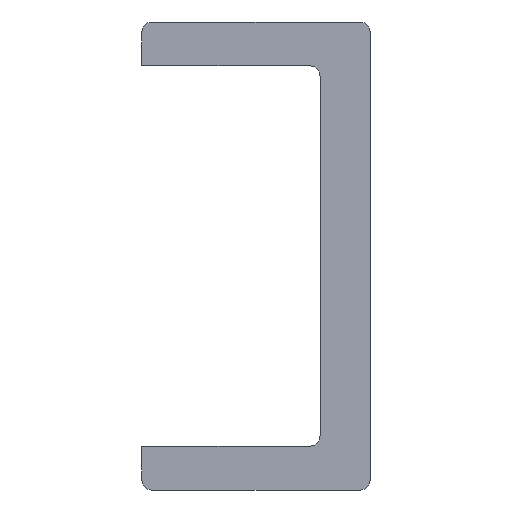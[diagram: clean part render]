
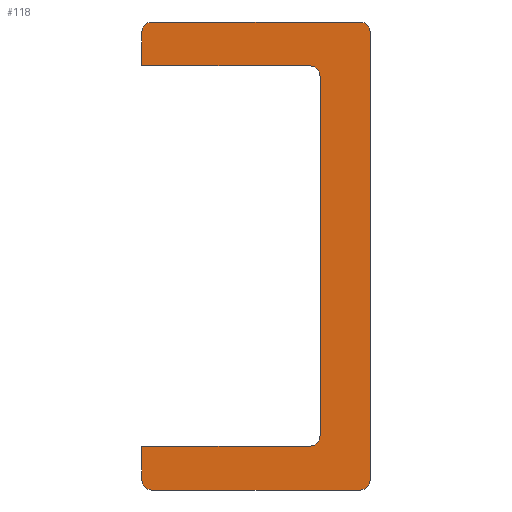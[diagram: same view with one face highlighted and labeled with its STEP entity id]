
A CAD part, front view. The second image highlights one B-rep face of the part: STEP entity #118.
In plain terms, the highlighted planar face has unit normal (0, -1, 0).
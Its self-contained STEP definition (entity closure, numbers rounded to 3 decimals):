
#118 = ADVANCED_FACE( '', ( #291 ), #292, .F. );
#291 = FACE_OUTER_BOUND( '', #586, .T. );
#292 = PLANE( '', #587 );
#586 = EDGE_LOOP( '', ( #911, #912, #913, #914, #915, #916, #917, #918, #919, #920, #921, #922, #923, #924 ) );
#587 = AXIS2_PLACEMENT_3D( '', #925, #926, #927 );
#911 = ORIENTED_EDGE( '', *, *, #1350, .F. );
#912 = ORIENTED_EDGE( '', *, *, #1351, .T. );
#913 = ORIENTED_EDGE( '', *, *, #1352, .F. );
#914 = ORIENTED_EDGE( '', *, *, #1353, .T. );
#915 = ORIENTED_EDGE( '', *, *, #1354, .F. );
#916 = ORIENTED_EDGE( '', *, *, #1304, .F. );
#917 = ORIENTED_EDGE( '', *, *, #1355, .F. );
#918 = ORIENTED_EDGE( '', *, *, #1356, .F. );
#919 = ORIENTED_EDGE( '', *, *, #1357, .F. );
#920 = ORIENTED_EDGE( '', *, *, #1321, .F. );
#921 = ORIENTED_EDGE( '', *, *, #1358, .F. );
#922 = ORIENTED_EDGE( '', *, *, #1359, .T. );
#923 = ORIENTED_EDGE( '', *, *, #1360, .F. );
#924 = ORIENTED_EDGE( '', *, *, #1361, .T. );
#925 = CARTESIAN_POINT( '', ( -10.5, 0., 21.5 ) );
#926 = DIRECTION( '', ( 0., 1., 0. ) );
#927 = DIRECTION( '', ( 0., 0., 1. ) );
#1304 = EDGE_CURVE( '', #1484, #1485, #1486, .T. );
#1321 = EDGE_CURVE( '', #1513, #1514, #1515, .T. );
#1350 = EDGE_CURVE( '', #1562, #1563, #1564, .T. );
#1351 = EDGE_CURVE( '', #1562, #1565, #1566, .F. );
#1352 = EDGE_CURVE( '', #1567, #1565, #1568, .T. );
#1353 = EDGE_CURVE( '', #1567, #1569, #1570, .F. );
#1354 = EDGE_CURVE( '', #1485, #1569, #1571, .T. );
#1355 = EDGE_CURVE( '', #1572, #1484, #1573, .T. );
#1356 = EDGE_CURVE( '', #1574, #1572, #1575, .T. );
#1357 = EDGE_CURVE( '', #1514, #1574, #1576, .T. );
#1358 = EDGE_CURVE( '', #1577, #1513, #1578, .T. );
#1359 = EDGE_CURVE( '', #1577, #1579, #1580, .F. );
#1360 = EDGE_CURVE( '', #1581, #1579, #1582, .T. );
#1361 = EDGE_CURVE( '', #1581, #1563, #1583, .F. );
#1484 = VERTEX_POINT( '', #1762 );
#1485 = VERTEX_POINT( '', #1763 );
#1486 = LINE( '', #1764, #1765 );
#1513 = VERTEX_POINT( '', #1795 );
#1514 = VERTEX_POINT( '', #1796 );
#1515 = LINE( '', #1797, #1798 );
#1562 = VERTEX_POINT( '', #1848 );
#1563 = VERTEX_POINT( '', #1849 );
#1564 = LINE( '', #1850, #1851 );
#1565 = VERTEX_POINT( '', #1852 );
#1566 = CIRCLE( '', #1853, 0.9 );
#1567 = VERTEX_POINT( '', #1854 );
#1568 = LINE( '', #1855, #1856 );
#1569 = VERTEX_POINT( '', #1857 );
#1570 = CIRCLE( '', #1858, 0.9 );
#1571 = LINE( '', #1859, #1860 );
#1572 = VERTEX_POINT( '', #1861 );
#1573 = CIRCLE( '', #1862, 1. );
#1574 = VERTEX_POINT( '', #1863 );
#1575 = LINE( '', #1864, #1865 );
#1576 = CIRCLE( '', #1866, 1. );
#1577 = VERTEX_POINT( '', #1867 );
#1578 = LINE( '', #1868, #1869 );
#1579 = VERTEX_POINT( '', #1870 );
#1580 = CIRCLE( '', #1871, 0.9 );
#1581 = VERTEX_POINT( '', #1872 );
#1582 = LINE( '', #1873, #1874 );
#1583 = CIRCLE( '', #1875, 0.9 );
#1762 = CARTESIAN_POINT( '', ( 4.9, 0., 17.5 ) );
#1763 = CARTESIAN_POINT( '', ( -10.5, 0., 17.5 ) );
#1764 = CARTESIAN_POINT( '', ( 4.9, 0., 17.5 ) );
#1765 = VECTOR( '', #2070, 1000. );
#1795 = CARTESIAN_POINT( '', ( -10.5, 0., -17.5 ) );
#1796 = CARTESIAN_POINT( '', ( 4.9, 0., -17.5 ) );
#1797 = CARTESIAN_POINT( '', ( 4.9, 0., -17.5 ) );
#1798 = VECTOR( '', #2098, 1000. );
#1848 = CARTESIAN_POINT( '', ( 10.5, 0., 20.6 ) );
#1849 = CARTESIAN_POINT( '', ( 10.5, 0., -20.6 ) );
#1850 = CARTESIAN_POINT( '', ( 10.5, 0., 21.5 ) );
#1851 = VECTOR( '', #2150, 1000. );
#1852 = CARTESIAN_POINT( '', ( 9.6, 0., 21.5 ) );
#1853 = AXIS2_PLACEMENT_3D( '', #2151, #2152, #2153 );
#1854 = CARTESIAN_POINT( '', ( -9.6, 0., 21.5 ) );
#1855 = CARTESIAN_POINT( '', ( -10.5, 0., 21.5 ) );
#1856 = VECTOR( '', #2154, 1000. );
#1857 = CARTESIAN_POINT( '', ( -10.5, 0., 20.6 ) );
#1858 = AXIS2_PLACEMENT_3D( '', #2155, #2156, #2157 );
#1859 = CARTESIAN_POINT( '', ( -10.5, 0., -21.5 ) );
#1860 = VECTOR( '', #2158, 1000. );
#1861 = CARTESIAN_POINT( '', ( 5.9, 0., 16.5 ) );
#1862 = AXIS2_PLACEMENT_3D( '', #2159, #2160, #2161 );
#1863 = CARTESIAN_POINT( '', ( 5.9, 0., -16.5 ) );
#1864 = CARTESIAN_POINT( '', ( 5.9, 0., 16.5 ) );
#1865 = VECTOR( '', #2162, 1000. );
#1866 = AXIS2_PLACEMENT_3D( '', #2163, #2164, #2165 );
#1867 = CARTESIAN_POINT( '', ( -10.5, 0., -20.6 ) );
#1868 = CARTESIAN_POINT( '', ( -10.5, 0., -21.5 ) );
#1869 = VECTOR( '', #2166, 1000. );
#1870 = CARTESIAN_POINT( '', ( -9.6, 0., -21.5 ) );
#1871 = AXIS2_PLACEMENT_3D( '', #2167, #2168, #2169 );
#1872 = CARTESIAN_POINT( '', ( 9.6, 0., -21.5 ) );
#1873 = CARTESIAN_POINT( '', ( 10.5, 0., -21.5 ) );
#1874 = VECTOR( '', #2170, 1000. );
#1875 = AXIS2_PLACEMENT_3D( '', #2171, #2172, #2173 );
#2070 = DIRECTION( '', ( -1., 0., 0. ) );
#2098 = DIRECTION( '', ( 1., 0., 0. ) );
#2150 = DIRECTION( '', ( 0., 0., -1. ) );
#2151 = CARTESIAN_POINT( '', ( 9.6, 0., 20.6 ) );
#2152 = DIRECTION( '', ( 0., 1., 0. ) );
#2153 = DIRECTION( '', ( 0., 0., 1. ) );
#2154 = DIRECTION( '', ( 1., 0., 0. ) );
#2155 = CARTESIAN_POINT( '', ( -9.6, 0., 20.6 ) );
#2156 = DIRECTION( '', ( 0., 1., 0. ) );
#2157 = DIRECTION( '', ( 0., 0., 1. ) );
#2158 = DIRECTION( '', ( 0., 0., 1. ) );
#2159 = CARTESIAN_POINT( '', ( 4.9, 0., 16.5 ) );
#2160 = DIRECTION( '', ( 0., -1., 0. ) );
#2161 = DIRECTION( '', ( -1., 0., 0. ) );
#2162 = DIRECTION( '', ( 0., 0., 1. ) );
#2163 = CARTESIAN_POINT( '', ( 4.9, 0., -16.5 ) );
#2164 = DIRECTION( '', ( 0., -1., 0. ) );
#2165 = DIRECTION( '', ( -1., 0., 0. ) );
#2166 = DIRECTION( '', ( 0., 0., 1. ) );
#2167 = CARTESIAN_POINT( '', ( -9.6, 0., -20.6 ) );
#2168 = DIRECTION( '', ( 0., 1., 0. ) );
#2169 = DIRECTION( '', ( 0., 0., 1. ) );
#2170 = DIRECTION( '', ( -1., 0., 0. ) );
#2171 = CARTESIAN_POINT( '', ( 9.6, 0., -20.6 ) );
#2172 = DIRECTION( '', ( 0., 1., 0. ) );
#2173 = DIRECTION( '', ( 0., 0., 1. ) );
